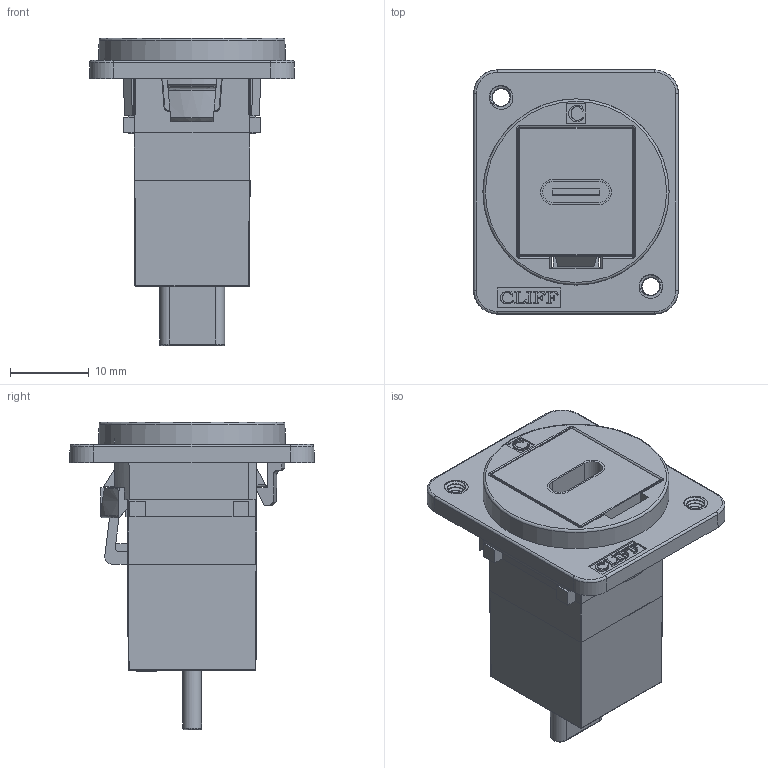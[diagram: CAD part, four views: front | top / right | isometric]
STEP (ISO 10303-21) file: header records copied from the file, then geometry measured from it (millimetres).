
FILE_DESCRIPTION(/* description */ (''),/* implementation_level */ '2;1');
FILE_NAME(/* name */ 'CP30211M3B F-M USBC M3 tim.stp',/* time_stamp */ '2023-07-12T09:05:44+01:00',/* author */ ('tottley'),/* organization */ (''),/* preprocessor_version */ 'ST-DEVELOPER v18.1',/* originating_system */ 'Autodesk Inventor 2022',/* authorisation */ '');
FILE_SCHEMA (('AUTOMOTIVE_DESIGN { 1 0 10303 214 3 1 1 }'));
Length unit declared in the file: millimetre
Products named in the file (1): CP30211MB F-M USBC csk
Bounding box: 26 x 31 x 39 mm (x, y, z)
Volume: 4808.5 mm3; surface area: 9486.6 mm2
Topology: 5 solids, 6 shells, 641 faces, 1743 edges, 1132 vertices
Faces by surface type: plane 419, bspline 112, cylinder 78, cone 14, torus 10, sphere 8
Full cylindrical faces by diameter (mm): 2.259 x2, 3 x4
Entity records: 25457 total; most frequent: CARTESIAN_POINT 9287, ORIENTED_EDGE 3486, DIRECTION 2725, EDGE_CURVE 1743, LINE 1257, VECTOR 1257, VERTEX_POINT 1132, AXIS2_PLACEMENT_3D 734
